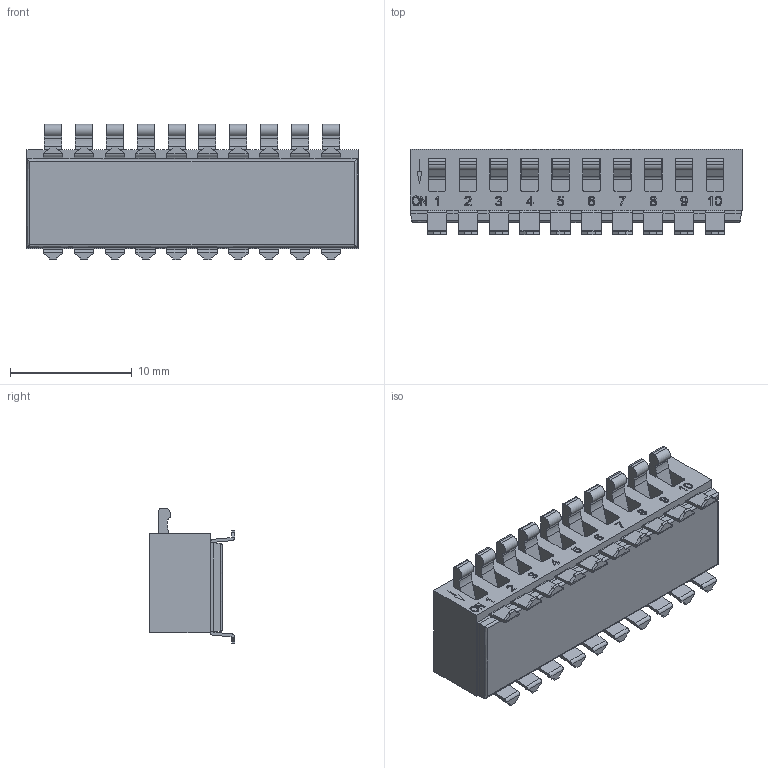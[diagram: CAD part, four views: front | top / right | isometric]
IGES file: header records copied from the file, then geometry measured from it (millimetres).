
Start section:  PTC IGES file: ksp102s.igs
Global section: file name: ksp102s.igs; native system: Creo Parametric by Parametric Technology Corporation; preprocessor: 2015030; author: T-KAWASHIMA; organization: Unknown; date: 20160707.095216; units: millimetre
Bounding box: 27.3 x 7.01 x 11.15 mm (x, y, z)
Volume: 1296.7 mm3; surface area: 1363.8 mm2
Topology: 1 solids, 1 shells, 1006 faces, 2781 edges, 1818 vertices
Faces by surface type: bspline 520, extrusion 322, revolution 164
